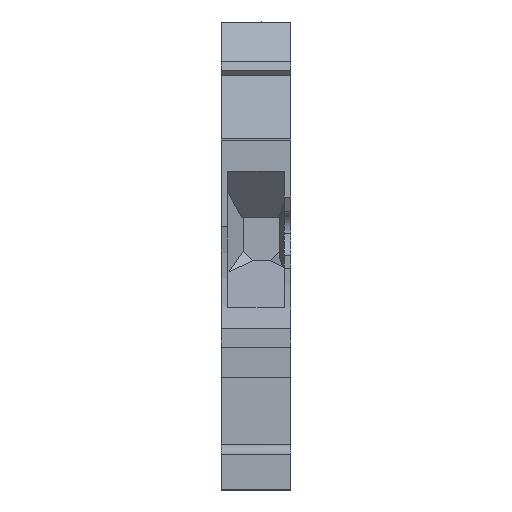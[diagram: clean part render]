
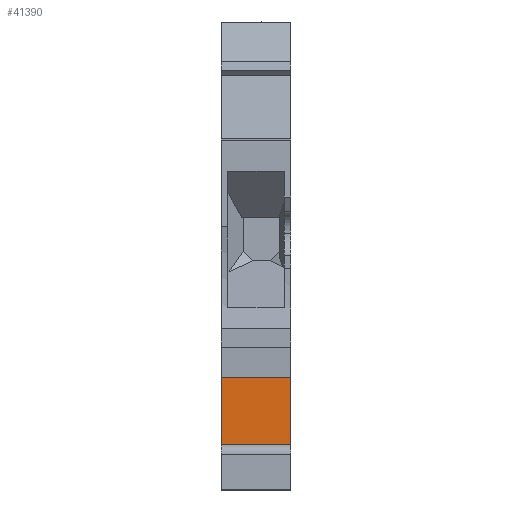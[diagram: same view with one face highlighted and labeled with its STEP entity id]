
A CAD part, front view. The second image highlights one B-rep face of the part: STEP entity #41390.
In plain terms, the highlighted face is planar.
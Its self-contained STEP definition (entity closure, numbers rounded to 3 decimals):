
#2580=CARTESIAN_POINT('',(-46.5,-13.75,
1.));
#2590=VERTEX_POINT('',#2580);
#2620=CARTESIAN_POINT('',(-46.5,0.,
1.));
#2630=DIRECTION('',(0.,-1.,0.));
#2640=VECTOR('',#2630,1.);
#2650=LINE('',#2620,#2640);
#2660=CARTESIAN_POINT('',(-46.5,-5.3,
1.));
#2670=VERTEX_POINT('',#2660);
#2680=EDGE_CURVE('',#2670,#2590,#2650,.T.);
#17990=CARTESIAN_POINT('',(-46.5,-5.3,
-5.15));
#18000=VERTEX_POINT('',#17990);
#18030=CARTESIAN_POINT('',(-46.5,0.,
-5.15));
#18040=DIRECTION('',(0.,-1.,0.));
#18050=VECTOR('',#18040,1.);
#18060=LINE('',#18030,#18050);
#18070=CARTESIAN_POINT('',(-46.5,-11.25,
-5.15));
#18080=VERTEX_POINT('',#18070);
#18090=EDGE_CURVE('',#18000,#18080,#18060,.T.);
#41020=CARTESIAN_POINT('',(-46.5,-13.75,
1.));
#41030=DIRECTION('',(1.,0.,0.));
#41040=DIRECTION('',(0.,-1.,0.));
#41050=AXIS2_PLACEMENT_3D('',#41020,#41030,#41040);
#41060=PLANE('',#41050);
#41070=ORIENTED_EDGE('',*,*,#2680,.F.);
#41080=CARTESIAN_POINT('',(-46.5,-13.75,
1.));
#41090=DIRECTION('',(0.,0.,-1.));
#41100=VECTOR('',#41090,1.);
#41110=LINE('',#41080,#41100);
#41120=CARTESIAN_POINT('',(-46.5,-13.75,
-4.15));
#41130=VERTEX_POINT('',#41120);
#41140=EDGE_CURVE('',#2590,#41130,#41110,.T.);
#41150=ORIENTED_EDGE('',*,*,#41140,.F.);
#41160=CARTESIAN_POINT('',(-46.5,-8.75,
-4.15));
#41170=DIRECTION('',(0.,-1.,0.));
#41180=VECTOR('',#41170,1.);
#41190=LINE('',#41160,#41180);
#41200=CARTESIAN_POINT('',(-46.5,-11.25,
-4.15));
#41210=VERTEX_POINT('',#41200);
#41220=EDGE_CURVE('',#41210,#41130,#41190,.T.);
#41230=ORIENTED_EDGE('',*,*,#41220,.T.);
#41240=CARTESIAN_POINT('',(-46.5,-11.25,
1.));
#41250=DIRECTION('',(0.,0.,-1.));
#41260=VECTOR('',#41250,1.);
#41270=LINE('',#41240,#41260);
#41280=EDGE_CURVE('',#41210,#18080,#41270,.T.);
#41290=ORIENTED_EDGE('',*,*,#41280,.F.);
#41300=ORIENTED_EDGE('',*,*,#18090,.T.);
#41310=CARTESIAN_POINT('',(-46.5,-5.3,
1.));
#41320=DIRECTION('',(0.,0.,-1.));
#41330=VECTOR('',#41320,1.);
#41340=LINE('',#41310,#41330);
#41350=EDGE_CURVE('',#2670,#18000,#41340,.T.);
#41360=ORIENTED_EDGE('',*,*,#41350,.T.);
#41370=EDGE_LOOP('',(#41360,#41300,#41290,#41230,#41150,#41070));
#41380=FACE_OUTER_BOUND('',#41370,.T.);
#41390=ADVANCED_FACE('',(#41380),#41060,.F.);
